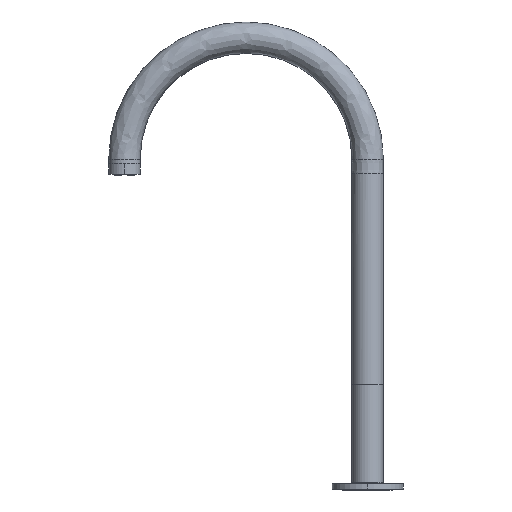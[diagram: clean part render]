
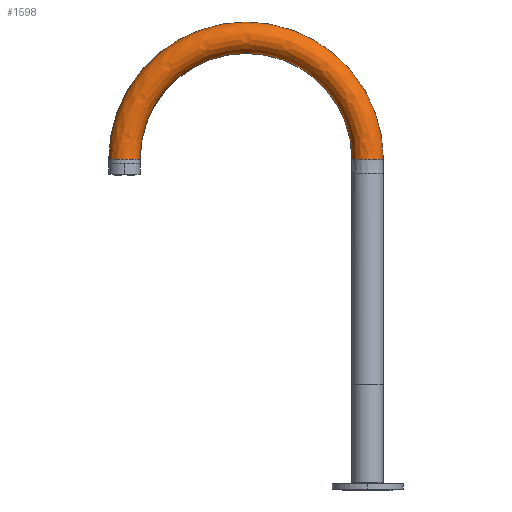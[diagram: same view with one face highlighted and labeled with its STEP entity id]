
A CAD part, left-side view. The second image highlights one B-rep face of the part: STEP entity #1598.
In plain terms, the highlighted face is a revolution surface.
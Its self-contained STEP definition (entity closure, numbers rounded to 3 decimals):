
#1462=CARTESIAN_POINT('Vertex',(0.,159.,248.5)) ;
#1466=CARTESIAN_POINT('Control Point',(0.,181.,248.5)) ;
#1467=CARTESIAN_POINT('Control Point',(-1.728,181.,248.5)) ;
#1468=CARTESIAN_POINT('Control Point',(-3.456,180.661,248.5)) ;
#1469=CARTESIAN_POINT('Control Point',(-5.095,179.982,248.5)) ;
#1470=CARTESIAN_POINT('Control Point',(-8.018,178.018,248.5)) ;
#1471=CARTESIAN_POINT('Control Point',(-9.982,175.095,248.5)) ;
#1472=CARTESIAN_POINT('Control Point',(-10.661,173.456,248.5)) ;
#1473=CARTESIAN_POINT('Control Point',(-11.339,170.,248.5)) ;
#1474=CARTESIAN_POINT('Control Point',(-10.661,166.544,248.5)) ;
#1475=CARTESIAN_POINT('Control Point',(-9.982,164.905,248.5)) ;
#1476=CARTESIAN_POINT('Control Point',(-8.018,161.982,248.5)) ;
#1477=CARTESIAN_POINT('Control Point',(-5.095,160.018,248.5)) ;
#1478=CARTESIAN_POINT('Control Point',(-3.456,159.339,248.5)) ;
#1479=CARTESIAN_POINT('Control Point',(-1.728,159.,248.5)) ;
#1480=CARTESIAN_POINT('Control Point',(0.,159.,248.5)) ;
#1481=CARTESIAN_POINT('Vertex',(0.,181.,248.5)) ;
#1542=CARTESIAN_POINT('Control Point',(0.,181.,248.5)) ;
#1543=CARTESIAN_POINT('Control Point',(-1.728,181.,248.5)) ;
#1544=CARTESIAN_POINT('Control Point',(-3.456,180.661,248.5)) ;
#1545=CARTESIAN_POINT('Control Point',(-5.095,179.982,248.5)) ;
#1546=CARTESIAN_POINT('Control Point',(-8.018,178.018,248.5)) ;
#1547=CARTESIAN_POINT('Control Point',(-9.982,175.095,248.5)) ;
#1548=CARTESIAN_POINT('Control Point',(-10.661,173.456,248.5)) ;
#1549=CARTESIAN_POINT('Control Point',(-11.339,170.,248.5)) ;
#1550=CARTESIAN_POINT('Control Point',(-10.661,166.544,248.5)) ;
#1551=CARTESIAN_POINT('Control Point',(-9.982,164.905,248.5)) ;
#1552=CARTESIAN_POINT('Control Point',(-8.018,161.982,248.5)) ;
#1553=CARTESIAN_POINT('Control Point',(-5.095,160.018,248.5)) ;
#1554=CARTESIAN_POINT('Control Point',(-3.456,159.339,248.5)) ;
#1555=CARTESIAN_POINT('Control Point',(-1.728,159.,248.5)) ;
#1556=CARTESIAN_POINT('Control Point',(0.,159.,248.5)) ;
#1557=CARTESIAN_POINT('Axis1P Location',(0.,85.,248.5)) ;
#1562=CARTESIAN_POINT('Control Point',(0.,-11.,248.5)) ;
#1563=CARTESIAN_POINT('Control Point',(-1.728,-11.,248.5)) ;
#1564=CARTESIAN_POINT('Control Point',(-3.456,-10.661,248.5)) ;
#1565=CARTESIAN_POINT('Control Point',(-5.095,-9.982,248.5)) ;
#1566=CARTESIAN_POINT('Control Point',(-8.018,-8.018,248.5)) ;
#1567=CARTESIAN_POINT('Control Point',(-9.982,-5.095,248.5)) ;
#1568=CARTESIAN_POINT('Control Point',(-10.661,-3.456,248.5)) ;
#1569=CARTESIAN_POINT('Control Point',(-11.339,0.,248.5)) ;
#1570=CARTESIAN_POINT('Control Point',(-10.661,3.456,248.5)) ;
#1571=CARTESIAN_POINT('Control Point',(-9.982,5.095,248.5)) ;
#1572=CARTESIAN_POINT('Control Point',(-8.018,8.018,248.5)) ;
#1573=CARTESIAN_POINT('Control Point',(-5.095,9.982,248.5)) ;
#1574=CARTESIAN_POINT('Control Point',(-3.456,10.661,248.5)) ;
#1575=CARTESIAN_POINT('Control Point',(-1.728,11.,248.5)) ;
#1576=CARTESIAN_POINT('Control Point',(0.,11.,248.5)) ;
#1577=CARTESIAN_POINT('Vertex',(0.,11.,248.5)) ;
#1579=CARTESIAN_POINT('Vertex',(0.,-11.,248.5)) ;
#1582=CARTESIAN_POINT('Axis2P3D Location',(0.,85.,248.5)) ;
#1587=CARTESIAN_POINT('Axis2P3D Location',(0.,85.,248.5)) ;
#1558=DIRECTION('Axis1P Direction',(1.,0.,0.)) ;
#1583=DIRECTION('Axis2P3D Direction',(1.,0.,0.)) ;
#1588=DIRECTION('Axis2P3D Direction',(1.,0.,0.)) ;
#1584=AXIS2_PLACEMENT_3D('Circle Axis2P3D',#1582,#1583,$) ;
#1589=AXIS2_PLACEMENT_3D('Circle Axis2P3D',#1587,#1588,$) ;
#1585=CIRCLE('generated circle',#1584,96.) ;
#1590=CIRCLE('generated circle',#1589,74.) ;
#1560=SURFACE_OF_REVOLUTION('Surface of Revolution',#1541,#1559) ;
#1559=AXIS1_PLACEMENT('Revolution Surface Axis1P',#1557,#1558) ;
#1483=EDGE_CURVE('',#1463,#1482,#1465,.F.) ;
#1581=EDGE_CURVE('',#1578,#1580,#1561,.F.) ;
#1586=EDGE_CURVE('',#1482,#1580,#1585,.T.) ;
#1591=EDGE_CURVE('',#1463,#1578,#1590,.T.) ;
#1593=ORIENTED_EDGE('',*,*,#1581,.T.) ;
#1594=ORIENTED_EDGE('',*,*,#1586,.F.) ;
#1595=ORIENTED_EDGE('',*,*,#1483,.F.) ;
#1596=ORIENTED_EDGE('',*,*,#1591,.T.) ;
#1592=EDGE_LOOP('',(#1593,#1594,#1595,#1596)) ;
#1463=VERTEX_POINT('',#1462) ;
#1482=VERTEX_POINT('',#1481) ;
#1578=VERTEX_POINT('',#1577) ;
#1580=VERTEX_POINT('',#1579) ;
#1598=ADVANCED_FACE('PR9C179.1\\P47257.1\\PartBody',(#1597),#1560,.F.) ;
#1465=B_SPLINE_CURVE_WITH_KNOTS('',5,(#1466,#1467,#1468,#1469,#1470,#1471,#1472,#1473,#1474,#1475,#1476,#1477,#1478,#1479,#1480),.UNSPECIFIED.,.F.,.U.,(6,3,3,3,6),(31.345,39.985,48.624,57.263,65.903),.UNSPECIFIED.) ;
#1541=B_SPLINE_CURVE_WITH_KNOTS('',5,(#1542,#1543,#1544,#1545,#1546,#1547,#1548,#1549,#1550,#1551,#1552,#1553,#1554,#1555,#1556),.UNSPECIFIED.,.F.,.U.,(6,3,3,3,6),(31.345,39.985,48.624,57.263,65.903),.UNSPECIFIED.) ;
#1561=B_SPLINE_CURVE_WITH_KNOTS('',5,(#1562,#1563,#1564,#1565,#1566,#1567,#1568,#1569,#1570,#1571,#1572,#1573,#1574,#1575,#1576),.UNSPECIFIED.,.F.,.U.,(6,3,3,3,6),(31.345,39.985,48.624,57.263,65.903),.UNSPECIFIED.) ;
#1597=FACE_OUTER_BOUND('',#1592,.T.) ;
